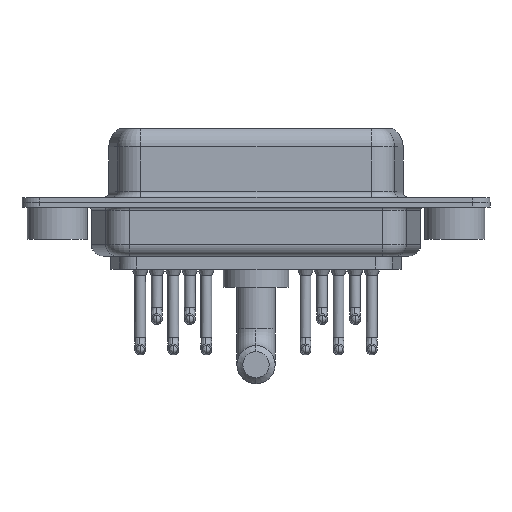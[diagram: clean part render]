
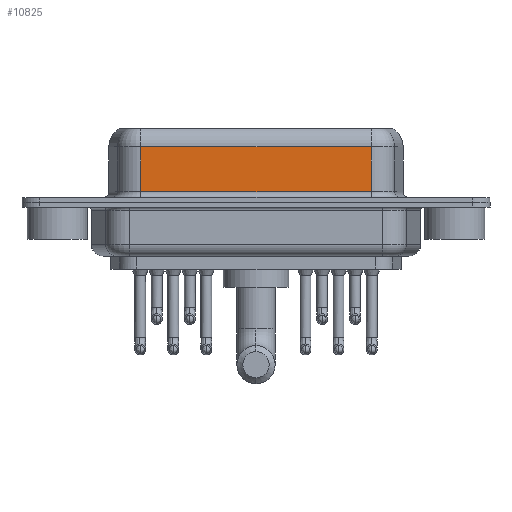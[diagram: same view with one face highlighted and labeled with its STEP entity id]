
A CAD part, front view. The second image highlights one B-rep face of the part: STEP entity #10825.
In plain terms, the highlighted planar face has unit normal (0, -1, 0).
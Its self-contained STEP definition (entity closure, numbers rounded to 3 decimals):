
#506 = AXIS2_PLACEMENT_3D ( 'NONE', #14257, #1295, #13033 ) ;
#1295 = DIRECTION ( 'NONE',  ( 0., 1., 0. ) ) ;
#1623 = CARTESIAN_POINT ( 'NONE',  ( 26.287, -3.95, 4.65 ) ) ;
#1690 = LINE ( 'NONE', #15890, #9842 ) ;
#3999 = CARTESIAN_POINT ( 'NONE',  ( 26.287, -3.95, 0.9 ) ) ;
#4152 = FACE_OUTER_BOUND ( 'NONE', #17680, .T. ) ;
#4345 = VERTEX_POINT ( 'NONE', #10541 ) ;
#5251 = ORIENTED_EDGE ( 'NONE', *, *, #15593, .T. ) ;
#5709 = ORIENTED_EDGE ( 'NONE', *, *, #14010, .T. ) ;
#6107 = CARTESIAN_POINT ( 'NONE',  ( 7.013, -3.95, 0.9 ) ) ;
#6950 = DIRECTION ( 'NONE',  ( 1., 0., 0. ) ) ;
#9125 = EDGE_CURVE ( 'NONE', #15626, #13224, #1690, .T. ) ;
#9629 = ORIENTED_EDGE ( 'NONE', *, *, #9125, .F. ) ;
#9842 = VECTOR ( 'NONE', #14560, 1000. ) ;
#9852 = CARTESIAN_POINT ( 'NONE',  ( 26.287, -3.95, 0.9 ) ) ;
#9922 = PLANE ( 'NONE',  #506 ) ;
#10541 = CARTESIAN_POINT ( 'NONE',  ( 7.013, -3.95, 4.65 ) ) ;
#10644 = LINE ( 'NONE', #16411, #18422 ) ;
#10825 = ADVANCED_FACE ( 'NONE', ( #4152 ), #9922, .F. ) ;
#12409 = VERTEX_POINT ( 'NONE', #6107 ) ;
#13033 = DIRECTION ( 'NONE',  ( 0., 0., 1. ) ) ;
#13224 = VERTEX_POINT ( 'NONE', #9852 ) ;
#13841 = CARTESIAN_POINT ( 'NONE',  ( 26.287, -3.95, 4.65 ) ) ;
#14010 = EDGE_CURVE ( 'NONE', #4345, #12409, #10644, .T. ) ;
#14257 = CARTESIAN_POINT ( 'NONE',  ( 26.287, -3.95, 6.4 ) ) ;
#14560 = DIRECTION ( 'NONE',  ( 0., 0., -1. ) ) ;
#14591 = LINE ( 'NONE', #1623, #17313 ) ;
#14872 = DIRECTION ( 'NONE',  ( -1., 0., 0. ) ) ;
#15356 = LINE ( 'NONE', #3999, #16028 ) ;
#15593 = EDGE_CURVE ( 'NONE', #12409, #13224, #15356, .T. ) ;
#15626 = VERTEX_POINT ( 'NONE', #13841 ) ;
#15890 = CARTESIAN_POINT ( 'NONE',  ( 26.287, -3.95, 6.4 ) ) ;
#16028 = VECTOR ( 'NONE', #6950, 1000. ) ;
#16074 = ORIENTED_EDGE ( 'NONE', *, *, #17185, .T. ) ;
#16411 = CARTESIAN_POINT ( 'NONE',  ( 7.013, -3.95, 6.4 ) ) ;
#17185 = EDGE_CURVE ( 'NONE', #15626, #4345, #14591, .T. ) ;
#17313 = VECTOR ( 'NONE', #14872, 1000. ) ;
#17680 = EDGE_LOOP ( 'NONE', ( #9629, #16074, #5709, #5251 ) ) ;
#17936 = DIRECTION ( 'NONE',  ( 0., 0., -1. ) ) ;
#18422 = VECTOR ( 'NONE', #17936, 1000. ) ;
